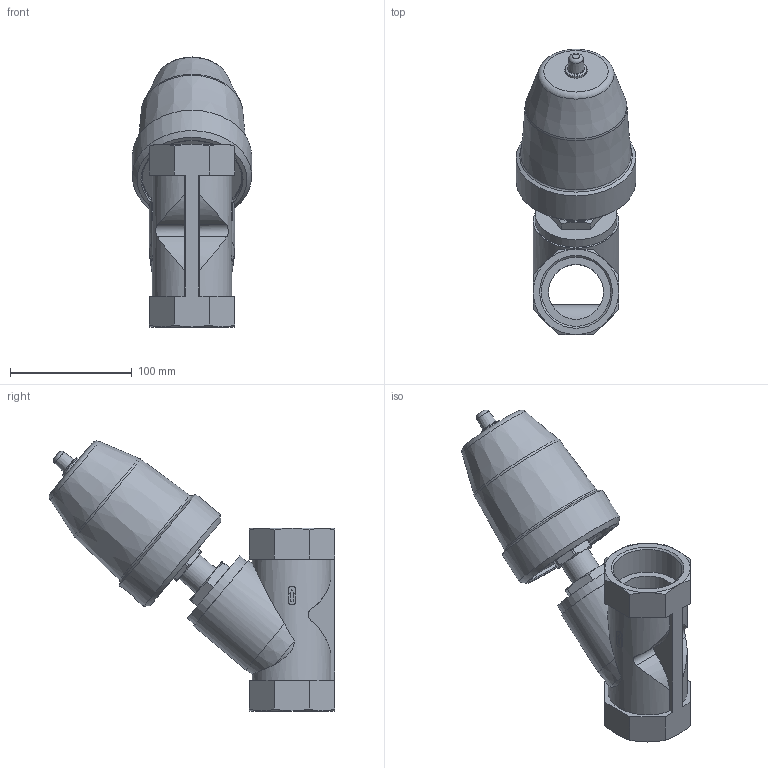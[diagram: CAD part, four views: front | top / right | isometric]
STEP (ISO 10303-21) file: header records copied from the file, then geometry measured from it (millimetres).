
FILE_DESCRIPTION(/* description */ ('STEP AP214'),/* implementation_level */ '2;1');
FILE_NAME(/* name */ '3540277_VZXF-L-M22C-M-B-G2-450-M1-V4ANT-80-5',/* time_stamp */ '2024-09-18T13:13:27+02:00',/* author */ ('License CC BY-ND 4.0'),/* organization */ ('CADENAS'),/* preprocessor_version */ 'ST-DEVELOPER v19.3',/* originating_system */ 'PARTsolutions',/* authorisation */ ' ');
FILE_SCHEMA (('AUTOMOTIVE_DESIGN {1 0 10303 214 3 1 1}'));
Length unit declared in the file: millimetre
Products named in the file (2): 3540277 VZXF-L-M22C-M-B-G2-450-M1-V4ANT-80-5; 1001805 VZXF-L-M22C-M-B-G2-450-V4ANT-80-5---(V)
Assembly tree (1 placements, depth 2):
  3540277 VZXF-L-M22C-M-B-G2-450-M1-V4ANT-80-5
    1001805 VZXF-L-M22C-M-B-G2-450-V4ANT-80-5---(V)
Bounding box: 97.99 x 234 x 221.5 mm (x, y, z)
Volume: 1151324.6 mm3; surface area: 120058.1 mm2
Topology: 1 solids, 1 shells, 148 faces, 351 edges, 221 vertices
Faces by surface type: plane 67, cone 41, cylinder 34, torus 6
Full cylindrical faces by diameter (mm): 8.566 x1, 18.2 x1, 26 x1, 45 x1, 56.656 x2, 67 x1, 70 x1, 81.7 x1, 98 x1
Entity records: 4367 total; most frequent: CARTESIAN_POINT 1117, DIRECTION 646, ORIENTED_EDGE 636, EDGE_CURVE 318, AXIS2_PLACEMENT_3D 257, VERTEX_POINT 214, EDGE_LOOP 192, FACE_BOUND 192
